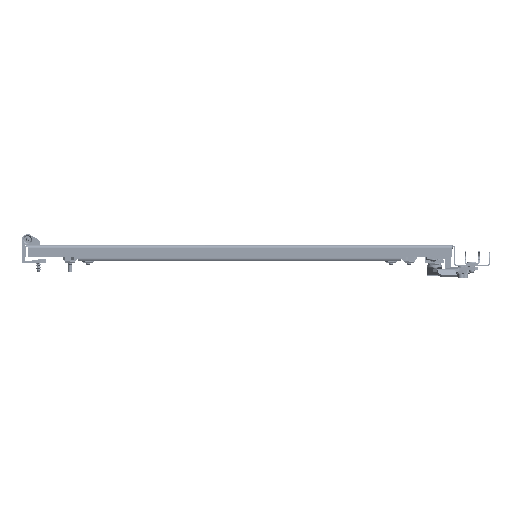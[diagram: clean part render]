
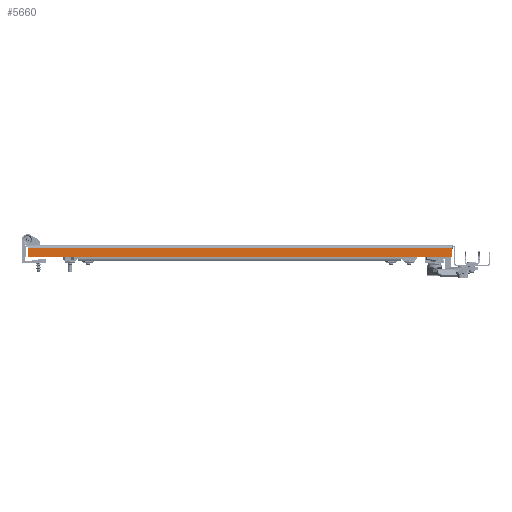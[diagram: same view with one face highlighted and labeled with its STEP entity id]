
A CAD part, front view. The second image highlights one B-rep face of the part: STEP entity #5660.
In plain terms, the highlighted planar face has unit normal (0, -1, 0).
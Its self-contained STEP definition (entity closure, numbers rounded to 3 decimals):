
#101 = DIRECTION ( 'NONE',  ( 0., 0., 1. ) ) ;
#923 = DIRECTION ( 'NONE',  ( 1., 0., 0. ) ) ;
#5660 = ADVANCED_FACE ( 'NONE', ( #124851 ), #47637, .F. ) ;
#6122 = CARTESIAN_POINT ( 'NONE',  ( 292.25, -595., 0. ) ) ;
#6395 = VECTOR ( 'NONE', #45052, 1000. ) ;
#9590 = VERTEX_POINT ( 'NONE', #57050 ) ;
#12718 = ORIENTED_EDGE ( 'NONE', *, *, #106845, .F. ) ;
#16329 = VERTEX_POINT ( 'NONE', #64126 ) ;
#16669 = ORIENTED_EDGE ( 'NONE', *, *, #97555, .T. ) ;
#18623 = LINE ( 'NONE', #95199, #89553 ) ;
#21643 = LINE ( 'NONE', #109054, #106137 ) ;
#27096 = CARTESIAN_POINT ( 'NONE',  ( 292.25, -595., -4. ) ) ;
#45052 = DIRECTION ( 'NONE',  ( 0., 0., 1. ) ) ;
#47016 = DIRECTION ( 'NONE',  ( 0., 1., 0. ) ) ;
#47637 = PLANE ( 'NONE',  #61792 ) ;
#49067 = VECTOR ( 'NONE', #105421, 1000. ) ;
#54334 = VERTEX_POINT ( 'NONE', #91870 ) ;
#54759 = ORIENTED_EDGE ( 'NONE', *, *, #109756, .T. ) ;
#55759 = VERTEX_POINT ( 'NONE', #27096 ) ;
#57050 = CARTESIAN_POINT ( 'NONE',  ( -292.25, -595., -15.8 ) ) ;
#61792 = AXIS2_PLACEMENT_3D ( 'NONE', #115921, #47016, #97381 ) ;
#64126 = CARTESIAN_POINT ( 'NONE',  ( 292.25, -595., -15.8 ) ) ;
#85655 = LINE ( 'NONE', #115016, #49067 ) ;
#89553 = VECTOR ( 'NONE', #101, 1000. ) ;
#91870 = CARTESIAN_POINT ( 'NONE',  ( -292.25, -595., -4. ) ) ;
#93546 = LINE ( 'NONE', #6122, #6395 ) ;
#95199 = CARTESIAN_POINT ( 'NONE',  ( -292.25, -595., 0. ) ) ;
#97381 = DIRECTION ( 'NONE',  ( 0., 0., 1. ) ) ;
#97555 = EDGE_CURVE ( 'NONE', #9590, #16329, #85655, .T. ) ;
#105421 = DIRECTION ( 'NONE',  ( 1., 0., 0. ) ) ;
#106137 = VECTOR ( 'NONE', #923, 1000. ) ;
#106517 = EDGE_LOOP ( 'NONE', ( #12718, #16669, #54759, #111870 ) ) ;
#106845 = EDGE_CURVE ( 'NONE', #9590, #54334, #18623, .T. ) ;
#109054 = CARTESIAN_POINT ( 'NONE',  ( 0., -595., -4. ) ) ;
#109111 = EDGE_CURVE ( 'NONE', #54334, #55759, #21643, .T. ) ;
#109756 = EDGE_CURVE ( 'NONE', #16329, #55759, #93546, .T. ) ;
#111870 = ORIENTED_EDGE ( 'NONE', *, *, #109111, .F. ) ;
#115016 = CARTESIAN_POINT ( 'NONE',  ( 294.25, -595., -15.8 ) ) ;
#115921 = CARTESIAN_POINT ( 'NONE',  ( 0., -595., 0. ) ) ;
#124851 = FACE_OUTER_BOUND ( 'NONE', #106517, .T. ) ;
